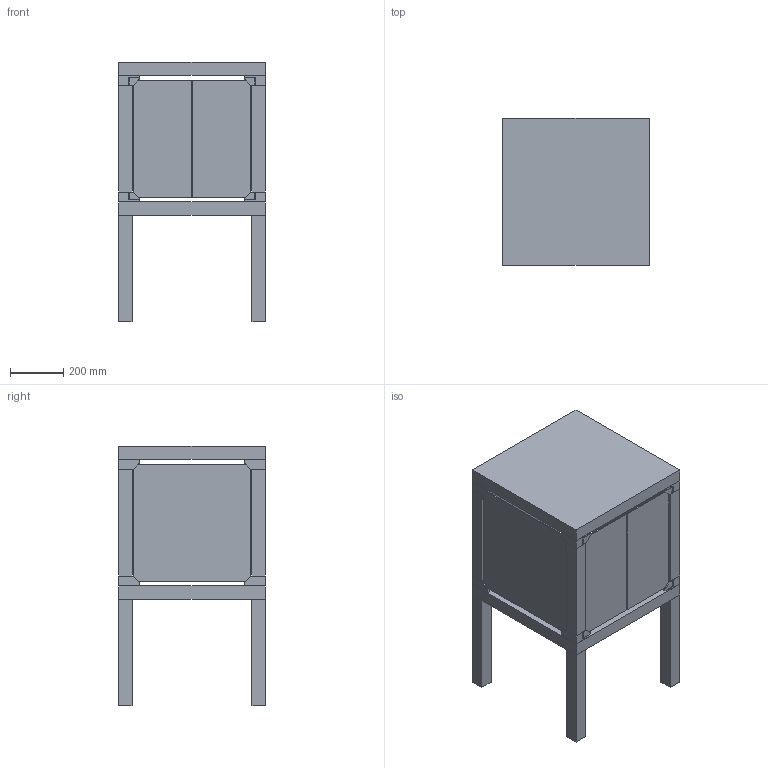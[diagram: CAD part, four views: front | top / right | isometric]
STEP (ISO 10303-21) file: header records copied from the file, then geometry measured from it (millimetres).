
FILE_DESCRIPTION(/* description */ (''),/* implementation_level */ '2;1');
FILE_NAME(/* name */ 'ikea-lack-enclosure v25.step',/* time_stamp */ '2024-11-03T03:47:59+03:00',/* author */ (''),/* organization */ (''),/* preprocessor_version */ 'ST-DEVELOPER v20',/* originating_system */ 'Autodesk Translation Framework v13.20.0.188',/* authorisation */ '');
FILE_SCHEMA (('AUTOMOTIVE_DESIGN { 1 0 10303 214 3 1 1 }'));
Length unit declared in the file: millimetre
Products named in the file (8): ikea-lack-enclosure; Lack1; Lack2; Glass; Markers; Fixed; Left Panel; Right Panel
Assembly tree (7 placements, depth 2):
  ikea-lack-enclosure
    Lack1
    Lack2
    Glass
    Markers
    Fixed
    Left Panel
    Right Panel
Bounding box: 550 x 550 x 975 mm (x, y, z)
Volume: 42302627.2 mm3; surface area: 3902423.5 mm2
Topology: 31 solids, 31 shells, 528 faces, 1298 edges, 860 vertices
Faces by surface type: plane 442, cylinder 50, cone 36
Full cylindrical faces by diameter (mm): 5 x22, 8 x4, 8.4 x4, 10 x8, 25 x4
Entity records: 15680 total; most frequent: CARTESIAN_POINT 2701, ORIENTED_EDGE 2596, DIRECTION 2528, EDGE_CURVE 1298, LINE 1154, VECTOR 1154, VERTEX_POINT 860, AXIS2_PLACEMENT_3D 687
